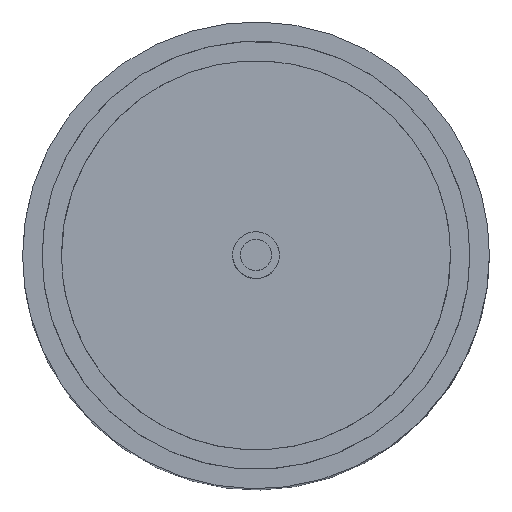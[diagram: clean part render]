
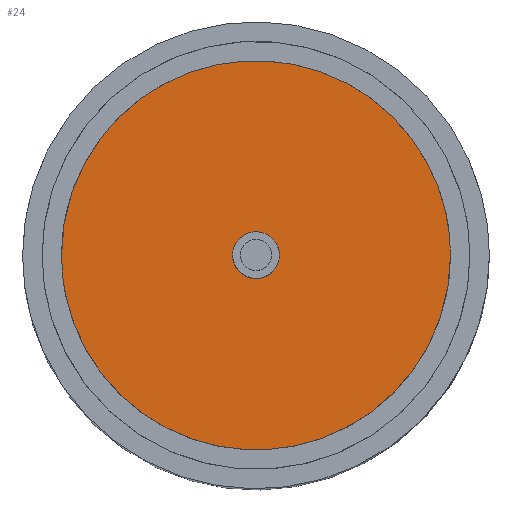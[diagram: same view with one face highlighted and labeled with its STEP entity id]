
A CAD part, top view. The second image highlights one B-rep face of the part: STEP entity #24.
In plain terms, the highlighted free-form (B-spline) face has degree [1, 1] with [2, 2] control points.
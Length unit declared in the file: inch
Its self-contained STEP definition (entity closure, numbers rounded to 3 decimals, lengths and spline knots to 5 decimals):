
#15=FACE_BOUND('',#64,.T.);
#24=ADVANCED_FACE('',(#43,#15),#214,.T.);
#43=FACE_OUTER_BOUND('',#63,.T.);
#63=EDGE_LOOP('',(#101,#102));
#64=EDGE_LOOP('',(#103,#104));
#101=ORIENTED_EDGE('',*,*,#164,.F.);
#102=ORIENTED_EDGE('',*,*,#163,.F.);
#103=ORIENTED_EDGE('',*,*,#165,.F.);
#104=ORIENTED_EDGE('',*,*,#162,.F.);
#162=EDGE_CURVE('',#195,#196,#237,.T.);
#163=EDGE_CURVE('',#197,#198,#238,.T.);
#164=EDGE_CURVE('',#198,#197,#239,.T.);
#165=EDGE_CURVE('',#196,#195,#240,.T.);
#195=VERTEX_POINT('',#660);
#196=VERTEX_POINT('',#661);
#197=VERTEX_POINT('',#662);
#198=VERTEX_POINT('',#663);
#214=B_SPLINE_SURFACE_WITH_KNOTS('',1,1,((#550,#551),(#552,#553)),.UNSPECIFIED.,
.F.,.F.,.F.,(2,2),(2,2),(-5.1,5.1),(-5.1,5.1),.UNSPECIFIED.);
#237=(
BOUNDED_CURVE()
B_SPLINE_CURVE(2,(#395,#396,#397,#398,#399),.UNSPECIFIED.,.F.,.F.)
B_SPLINE_CURVE_WITH_KNOTS((3,2,3),(0.,0.94248,1.88496),
.UNSPECIFIED.)
CURVE()
GEOMETRIC_REPRESENTATION_ITEM()
RATIONAL_B_SPLINE_CURVE((1.,0.707,1.,0.707,1.))
REPRESENTATION_ITEM('')
);
#238=(
BOUNDED_CURVE()
B_SPLINE_CURVE(2,(#400,#401,#402,#403,#404),.UNSPECIFIED.,.F.,.F.)
B_SPLINE_CURVE_WITH_KNOTS((3,2,3),(-15.70796,-7.85398,0.),
.UNSPECIFIED.)
CURVE()
GEOMETRIC_REPRESENTATION_ITEM()
RATIONAL_B_SPLINE_CURVE((1.,0.707,1.,0.707,1.))
REPRESENTATION_ITEM('')
);
#239=(
BOUNDED_CURVE()
B_SPLINE_CURVE(2,(#405,#406,#407,#408,#409),.UNSPECIFIED.,.F.,.F.)
B_SPLINE_CURVE_WITH_KNOTS((3,2,3),(0.,7.85398,15.70796),
.UNSPECIFIED.)
CURVE()
GEOMETRIC_REPRESENTATION_ITEM()
RATIONAL_B_SPLINE_CURVE((1.,0.707,1.,0.707,1.))
REPRESENTATION_ITEM('')
);
#240=(
BOUNDED_CURVE()
B_SPLINE_CURVE(2,(#410,#411,#412,#413,#414),.UNSPECIFIED.,.F.,.F.)
B_SPLINE_CURVE_WITH_KNOTS((3,2,3),(-1.88496,-0.94248,
0.),.UNSPECIFIED.)
CURVE()
GEOMETRIC_REPRESENTATION_ITEM()
RATIONAL_B_SPLINE_CURVE((1.,0.707,1.,0.707,1.))
REPRESENTATION_ITEM('')
);
#395=CARTESIAN_POINT('',(0.6,0.,1.));
#396=CARTESIAN_POINT('',(0.6,0.6,1.));
#397=CARTESIAN_POINT('',(0.,0.6,1.));
#398=CARTESIAN_POINT('',(-0.6,0.6,1.));
#399=CARTESIAN_POINT('',(-0.6,0.,1.));
#400=CARTESIAN_POINT('',(-5.,0.,1.));
#401=CARTESIAN_POINT('',(-5.,5.,1.));
#402=CARTESIAN_POINT('',(0.,5.,1.));
#403=CARTESIAN_POINT('',(5.,5.,1.));
#404=CARTESIAN_POINT('',(5.,0.,1.));
#405=CARTESIAN_POINT('',(5.,0.,1.));
#406=CARTESIAN_POINT('',(5.,-5.,1.));
#407=CARTESIAN_POINT('',(0.,-5.,1.));
#408=CARTESIAN_POINT('',(-5.,-5.,1.));
#409=CARTESIAN_POINT('',(-5.,0.,1.));
#410=CARTESIAN_POINT('',(-0.6,0.,1.));
#411=CARTESIAN_POINT('',(-0.6,-0.6,1.));
#412=CARTESIAN_POINT('',(0.,-0.6,1.));
#413=CARTESIAN_POINT('',(0.6,-0.6,1.));
#414=CARTESIAN_POINT('',(0.6,0.,1.));
#550=CARTESIAN_POINT('',(5.1,-5.1,1.));
#551=CARTESIAN_POINT('',(-5.1,-5.1,1.));
#552=CARTESIAN_POINT('',(5.1,5.1,1.));
#553=CARTESIAN_POINT('',(-5.1,5.1,1.));
#660=CARTESIAN_POINT('',(0.6,0.,1.));
#661=CARTESIAN_POINT('',(-0.6,0.,1.));
#662=CARTESIAN_POINT('',(-5.,0.,1.));
#663=CARTESIAN_POINT('',(5.,0.,1.));
